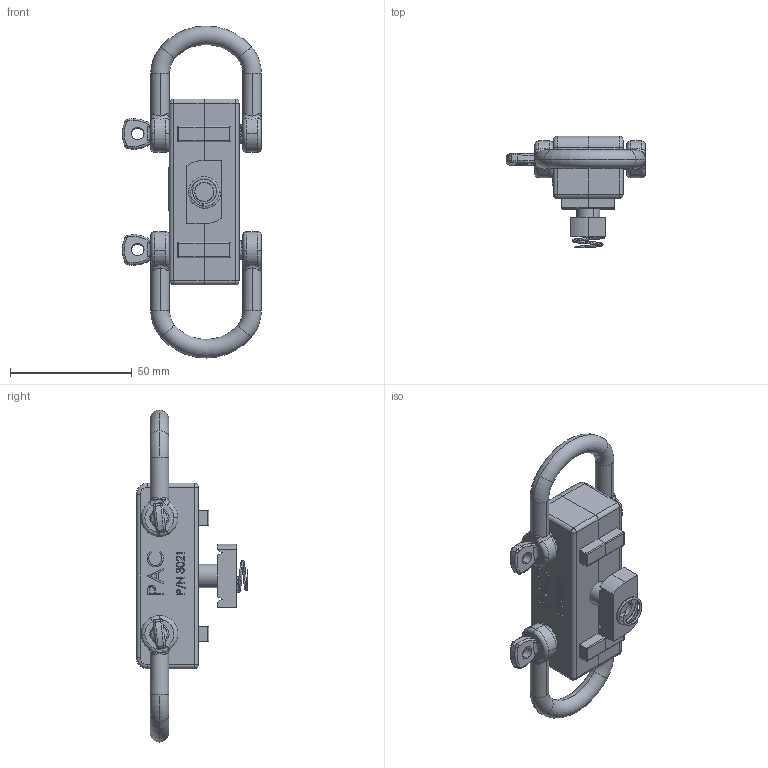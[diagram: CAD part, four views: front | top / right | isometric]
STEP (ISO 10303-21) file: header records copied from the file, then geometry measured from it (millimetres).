
FILE_DESCRIPTION (( 'STEP AP203' ), '1' );
FILE_NAME ('K3021D.STEP', '2018-07-11T19:15:55', ( 'admin' ), ( 'Hewlett-Packard Company' ), 'SwSTEP 2.0', 'SolidWorks 2017', '' );
FILE_SCHEMA (( 'CONFIG_CONTROL_DESIGN' ));
Length unit declared in the file: inch
Products named in the file (8): 2081_Preferred Wide FW 0.375; 2083; SPWDS516SS loop; SPWDS516SS pin; 3021-401; 2079_HX-SHCS 0.375-16x1x1-N; K3021D; 3021P
Assembly tree (8 placements, depth 3):
  K3021D
    3021P
    2081_Preferred Wide FW 0.375
    2083
    3021-401  x2
      SPWDS516SS loop
      SPWDS516SS pin
    2079_HX-SHCS 0.375-16x1x1-N
Bounding box: 57.11 x 45.79 x 136.27 mm (x, y, z)
Volume: 68781.8 mm3; surface area: 29315.1 mm2
Topology: 9 solids, 9 shells, 521 faces, 1339 edges, 815 vertices
Faces by surface type: plane 161, cylinder 138, bspline 126, torus 74, cone 18, sphere 4
Entity records: 19792 total; most frequent: CARTESIAN_POINT 10096, ORIENTED_EDGE 1962, DIRECTION 1643, EDGE_CURVE 981, VERTEX_POINT 619, AXIS2_PLACEMENT_3D 581, VECTOR 481, LINE 481
